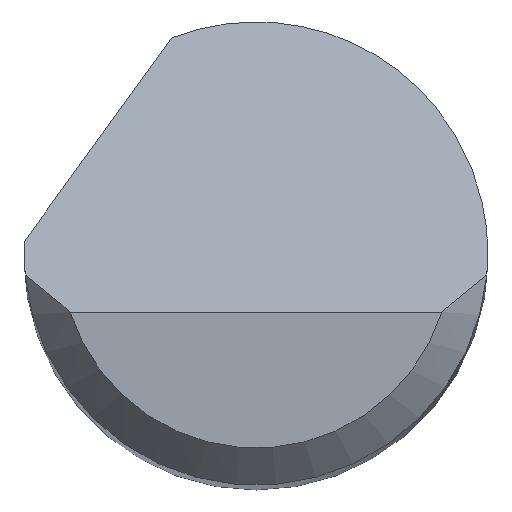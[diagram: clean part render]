
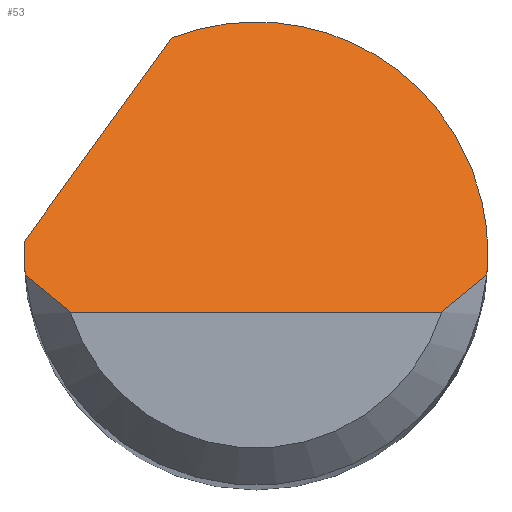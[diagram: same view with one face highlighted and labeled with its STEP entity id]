
A CAD part, top view. The second image highlights one B-rep face of the part: STEP entity #53.
In plain terms, the highlighted planar face has unit normal (0, 0.707, 0.707).
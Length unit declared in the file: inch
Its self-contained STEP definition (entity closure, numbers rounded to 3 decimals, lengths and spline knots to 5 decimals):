
#10 = LINE ( 'NONE', #368, #492 ) ;
#19 = CARTESIAN_POINT ( 'NONE',  ( -0.09375, 0., 1.47625 ) ) ;
#23 = ORIENTED_EDGE ( 'NONE', *, *, #722, .F. ) ;
#38 =( BOUNDED_CURVE ( )  B_SPLINE_CURVE ( 3, ( #912, #1193, #565, #174 ),
 .UNSPECIFIED., .F., .F. ) 
 B_SPLINE_CURVE_WITH_KNOTS ( ( 4, 4 ),
 ( 1.5708, 1.66427 ),
 .UNSPECIFIED. ) 
 CURVE ( )  GEOMETRIC_REPRESENTATION_ITEM ( )  RATIONAL_B_SPLINE_CURVE ( ( 1., 0.999, 0.999, 1. ) ) 
 REPRESENTATION_ITEM ( '' )  );
#53 = ADVANCED_FACE ( 'NONE', ( #1119 ), #623, .F. ) ;
#119 = EDGE_CURVE ( 'NONE', #307, #948, #727, .T. ) ;
#127 = ORIENTED_EDGE ( 'NONE', *, *, #705, .F. ) ;
#158 = EDGE_CURVE ( 'NONE', #527, #307, #776, .T. ) ;
#163 = CARTESIAN_POINT ( 'NONE',  ( -0.07508, -0.02375, 1.5 ) ) ;
#171 = EDGE_CURVE ( 'NONE', #519, #255, #842, .T. ) ;
#174 = CARTESIAN_POINT ( 'NONE',  ( 0.09334, -0.00875, 1.485 ) ) ;
#202 = CARTESIAN_POINT ( 'NONE',  ( -0.03394, 0.08739, 1.38886 ) ) ;
#209 = CARTESIAN_POINT ( 'NONE',  ( -0.09375, 0., 1.47625 ) ) ;
#239 = CARTESIAN_POINT ( 'NONE',  ( -0.11014, -0.01781, 1.49406 ) ) ;
#255 = VERTEX_POINT ( 'NONE', #163 ) ;
#257 = CARTESIAN_POINT ( 'NONE',  ( -0.08761, -0.01397, 1.49022 ) ) ;
#307 = VERTEX_POINT ( 'NONE', #941 ) ;
#368 = CARTESIAN_POINT ( 'NONE',  ( 0., -0.02375, 1.5 ) ) ;
#376 = ORIENTED_EDGE ( 'NONE', *, *, #566, .F. ) ;
#405 = DIRECTION ( 'NONE',  ( 1., 0., 0. ) ) ;
#422 = CARTESIAN_POINT ( 'NONE',  ( 0.08157, -0.019, 1.49525 ) ) ;
#436 = CARTESIAN_POINT ( 'NONE',  ( -0.09375, 0.00167, 1.47458 ) ) ;
#445 = ORIENTED_EDGE ( 'NONE', *, *, #158, .F. ) ;
#464 = CARTESIAN_POINT ( 'NONE',  ( -0.03394, 0.08739, 1.38886 ) ) ;
#484 = VERTEX_POINT ( 'NONE', #1167 ) ;
#492 = VECTOR ( 'NONE', #405, 39.37008 ) ;
#493 = CARTESIAN_POINT ( 'NONE',  ( 0.09375, 0., 1.47625 ) ) ;
#508 = EDGE_CURVE ( 'NONE', #484, #917, #1227, .T. ) ;
#519 = VERTEX_POINT ( 'NONE', #814 ) ;
#522 = DIRECTION ( 'NONE',  ( 0., -0.707, -0.707 ) ) ;
#527 = VERTEX_POINT ( 'NONE', #622 ) ;
#558 = AXIS2_PLACEMENT_3D ( 'NONE', #1023, #522, #707 ) ;
#565 = CARTESIAN_POINT ( 'NONE',  ( 0.09361, -0.00584, 1.48209 ) ) ;
#566 = EDGE_CURVE ( 'NONE', #519, #527, #1234, .T. ) ;
#589 = CARTESIAN_POINT ( 'NONE',  ( 0.03379, 0.11369, 1.36256 ) ) ;
#599 = CARTESIAN_POINT ( 'NONE',  ( -0.09375, -0.00292, 1.47917 ) ) ;
#622 = CARTESIAN_POINT ( 'NONE',  ( -0.09375, 0., 1.47625 ) ) ;
#623 = PLANE ( 'NONE',  #558 ) ;
#644 = CARTESIAN_POINT ( 'NONE',  ( -0.09371, 0.00333, 1.47292 ) ) ;
#694 = CARTESIAN_POINT ( 'NONE',  ( 0.09375, 0.07266, 1.40359 ) ) ;
#695 = CARTESIAN_POINT ( 'NONE',  ( -0.09334, -0.00875, 1.485 ) ) ;
#696 = DIRECTION ( 'NONE',  ( 0.456, 0.629, -0.629 ) ) ;
#705 = EDGE_CURVE ( 'NONE', #948, #752, #1174, .T. ) ;
#707 = DIRECTION ( 'NONE',  ( 0., 0.707, -0.707 ) ) ;
#719 = CARTESIAN_POINT ( 'NONE',  ( 0.07508, -0.02375, 1.5 ) ) ;
#722 = EDGE_CURVE ( 'NONE', #752, #917, #38, .T. ) ;
#727 = LINE ( 'NONE', #239, #853 ) ;
#730 = EDGE_CURVE ( 'NONE', #255, #484, #10, .T. ) ;
#734 = CARTESIAN_POINT ( 'NONE',  ( -0.07508, -0.02375, 1.5 ) ) ;
#745 = CARTESIAN_POINT ( 'NONE',  ( -0.08157, -0.019, 1.49525 ) ) ;
#752 = VERTEX_POINT ( 'NONE', #865 ) ;
#776 =( BOUNDED_CURVE ( )  B_SPLINE_CURVE ( 3, ( #19, #436, #644, #1037 ),
 .UNSPECIFIED., .F., .T. ) 
 B_SPLINE_CURVE_WITH_KNOTS ( ( 4, 4 ),
 ( 4.71239, 4.76575 ),
 .UNSPECIFIED. ) 
 CURVE ( )  GEOMETRIC_REPRESENTATION_ITEM ( )  RATIONAL_B_SPLINE_CURVE ( ( 1., 1., 1., 1. ) ) 
 REPRESENTATION_ITEM ( '' )  );
#814 = CARTESIAN_POINT ( 'NONE',  ( -0.09334, -0.00875, 1.485 ) ) ;
#842 = B_SPLINE_CURVE_WITH_KNOTS ( 'NONE', 3,
 ( #1140, #257, #745, #734 ),
 .UNSPECIFIED., .F., .F.,
 ( 4, 4 ),
 ( 0., 0.00071 ),
 .UNSPECIFIED. ) ;
#853 = VECTOR ( 'NONE', #696, 39.37008 ) ;
#855 = EDGE_LOOP ( 'NONE', ( #1184, #860, #23, #127, #958, #445, #376, #1075 ) ) ;
#860 = ORIENTED_EDGE ( 'NONE', *, *, #508, .T. ) ;
#865 = CARTESIAN_POINT ( 'NONE',  ( 0.09375, 0., 1.47625 ) ) ;
#912 = CARTESIAN_POINT ( 'NONE',  ( 0.09375, 0., 1.47625 ) ) ;
#917 = VERTEX_POINT ( 'NONE', #1046 ) ;
#921 = CARTESIAN_POINT ( 'NONE',  ( 0.09334, -0.00875, 1.485 ) ) ;
#941 = CARTESIAN_POINT ( 'NONE',  ( -0.09362, 0.005, 1.47125 ) ) ;
#948 = VERTEX_POINT ( 'NONE', #464 ) ;
#958 = ORIENTED_EDGE ( 'NONE', *, *, #119, .F. ) ;
#1012 = CARTESIAN_POINT ( 'NONE',  ( -0.09361, -0.00584, 1.48209 ) ) ;
#1023 = CARTESIAN_POINT ( 'NONE',  ( -0.09375, -0.02375, 1.5 ) ) ;
#1037 = CARTESIAN_POINT ( 'NONE',  ( -0.09362, 0.005, 1.47125 ) ) ;
#1046 = CARTESIAN_POINT ( 'NONE',  ( 0.09334, -0.00875, 1.485 ) ) ;
#1075 = ORIENTED_EDGE ( 'NONE', *, *, #171, .T. ) ;
#1119 = FACE_OUTER_BOUND ( 'NONE', #855, .T. ) ;
#1140 = CARTESIAN_POINT ( 'NONE',  ( -0.09334, -0.00875, 1.485 ) ) ;
#1167 = CARTESIAN_POINT ( 'NONE',  ( 0.07508, -0.02375, 1.5 ) ) ;
#1174 =( BOUNDED_CURVE ( )  B_SPLINE_CURVE ( 3, ( #202, #589, #694, #493 ),
 .UNSPECIFIED., .F., .F. ) 
 B_SPLINE_CURVE_WITH_KNOTS ( ( 4, 4 ),
 ( 5.91277, 7.85398 ),
 .UNSPECIFIED. ) 
 CURVE ( )  GEOMETRIC_REPRESENTATION_ITEM ( )  RATIONAL_B_SPLINE_CURVE ( ( 1., 0.71, 0.71, 1. ) ) 
 REPRESENTATION_ITEM ( '' )  );
#1184 = ORIENTED_EDGE ( 'NONE', *, *, #730, .T. ) ;
#1193 = CARTESIAN_POINT ( 'NONE',  ( 0.09375, -0.00292, 1.47917 ) ) ;
#1209 = CARTESIAN_POINT ( 'NONE',  ( 0.08761, -0.01397, 1.49022 ) ) ;
#1227 = B_SPLINE_CURVE_WITH_KNOTS ( 'NONE', 3,
 ( #719, #422, #1209, #921 ),
 .UNSPECIFIED., .F., .F.,
 ( 4, 4 ),
 ( 0., 0.00071 ),
 .UNSPECIFIED. ) ;
#1234 =( BOUNDED_CURVE ( )  B_SPLINE_CURVE ( 3, ( #695, #1012, #599, #209 ),
 .UNSPECIFIED., .F., .T. ) 
 B_SPLINE_CURVE_WITH_KNOTS ( ( 4, 4 ),
 ( 4.61892, 4.71239 ),
 .UNSPECIFIED. ) 
 CURVE ( )  GEOMETRIC_REPRESENTATION_ITEM ( )  RATIONAL_B_SPLINE_CURVE ( ( 1., 0.999, 0.999, 1. ) ) 
 REPRESENTATION_ITEM ( '' )  );
